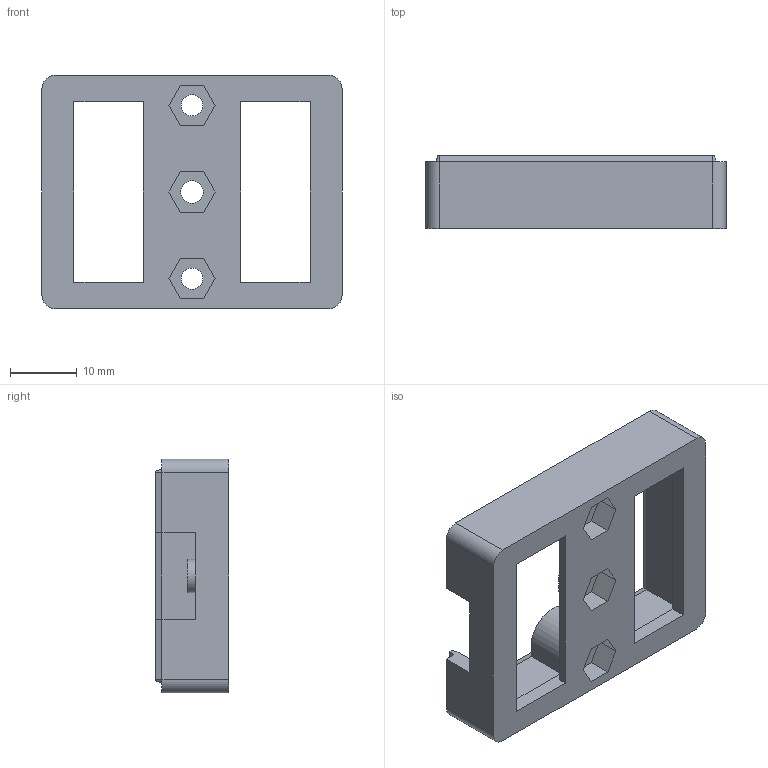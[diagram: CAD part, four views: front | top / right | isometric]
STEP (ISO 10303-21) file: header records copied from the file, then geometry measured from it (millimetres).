
FILE_DESCRIPTION(/* description */ (''),/* implementation_level */ '2;1');
FILE_NAME(/* name */ 'Main v1.3.2.step',/* time_stamp */ '2022-08-22T08:38:34+07:00',/* author */ (''),/* organization */ (''),/* preprocessor_version */ 'ST-DEVELOPER v19',/* originating_system */ 'Autodesk Translation Framework v11.7.0.108',/* authorisation */ '');
FILE_SCHEMA (('AUTOMOTIVE_DESIGN { 1 0 10303 214 3 1 1 }'));
Length unit declared in the file: millimetre
Products named in the file (1): Main
Bounding box: 45 x 11 x 35 mm (x, y, z)
Volume: 5502.1 mm3; surface area: 5630.5 mm2
Topology: 1 solids, 1 shells, 81 faces, 214 edges, 140 vertices
Faces by surface type: plane 66, cylinder 11, cone 4
Full cylindrical faces by diameter (mm): 3.2 x2, 3.4 x1, 5 x1, 8 x1
Entity records: 2534 total; most frequent: CARTESIAN_POINT 436, ORIENTED_EDGE 428, DIRECTION 408, EDGE_CURVE 214, LINE 184, VECTOR 184, VERTEX_POINT 140, AXIS2_PLACEMENT_3D 112
